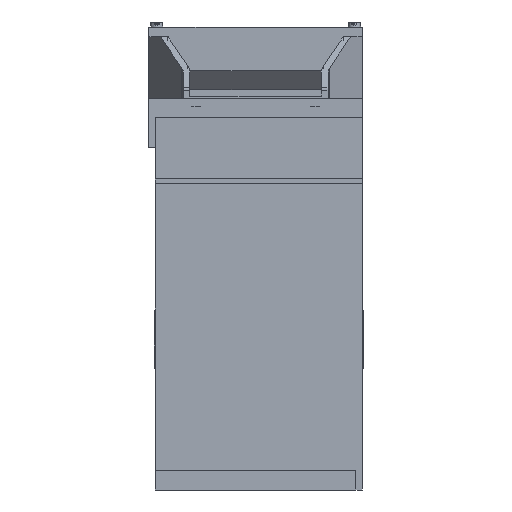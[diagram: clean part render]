
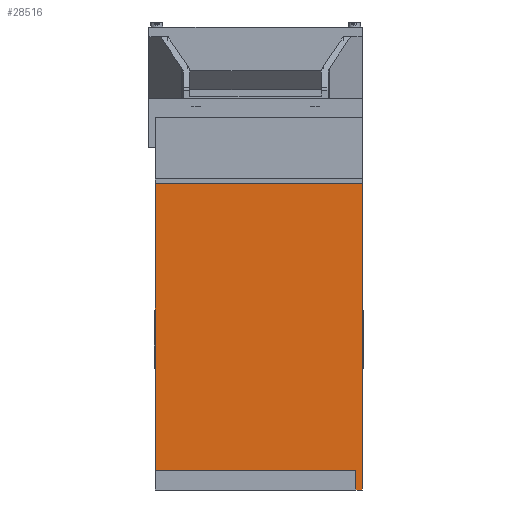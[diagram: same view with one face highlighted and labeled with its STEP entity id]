
A CAD part, left-side view. The second image highlights one B-rep face of the part: STEP entity #28516.
In plain terms, the highlighted face is planar.
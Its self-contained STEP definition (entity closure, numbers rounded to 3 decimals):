
#685 = DIRECTION ( 'NONE',  ( 0., 0., 1. ) ) ;
#840 = VECTOR ( 'NONE', #32029, 1000. ) ;
#1680 = VECTOR ( 'NONE', #25445, 1000. ) ;
#2225 = EDGE_CURVE ( 'NONE', #37456, #28753, #22135, .T. ) ;
#3620 = EDGE_CURVE ( 'NONE', #8907, #22607, #23403, .T. ) ;
#4131 = VECTOR ( 'NONE', #20154, 1000. ) ;
#6054 = VECTOR ( 'NONE', #31645, 1000. ) ;
#6754 = CARTESIAN_POINT ( 'NONE',  ( 309.092, 6., 2. ) ) ;
#7657 = VECTOR ( 'NONE', #8263, 1000. ) ;
#8263 = DIRECTION ( 'NONE',  ( 0., -1., 0. ) ) ;
#8478 = CARTESIAN_POINT ( 'NONE',  ( 309.092, 0., 0.1 ) ) ;
#8888 = CARTESIAN_POINT ( 'NONE',  ( 309.092, 0., 2. ) ) ;
#8907 = VERTEX_POINT ( 'NONE', #30506 ) ;
#9120 = LINE ( 'NONE', #16406, #1680 ) ;
#10765 = VECTOR ( 'NONE', #685, 1000. ) ;
#10833 = DIRECTION ( 'NONE',  ( 0., 0., 1. ) ) ;
#11079 = ORIENTED_EDGE ( 'NONE', *, *, #14504, .T. ) ;
#11335 = VERTEX_POINT ( 'NONE', #8888 ) ;
#11345 = CARTESIAN_POINT ( 'NONE',  ( 309.092, 0., 63. ) ) ;
#14493 = LINE ( 'NONE', #21772, #10765 ) ;
#14504 = EDGE_CURVE ( 'NONE', #8907, #18437, #9120, .T. ) ;
#15176 = ORIENTED_EDGE ( 'NONE', *, *, #28551, .F. ) ;
#15240 = CARTESIAN_POINT ( 'NONE',  ( 309.092, 6., 63. ) ) ;
#16199 = LINE ( 'NONE', #26095, #6054 ) ;
#16235 = FACE_OUTER_BOUND ( 'NONE', #36686, .T. ) ;
#16406 = CARTESIAN_POINT ( 'NONE',  ( 309.092, 93.015, 65. ) ) ;
#17276 = ORIENTED_EDGE ( 'NONE', *, *, #24264, .F. ) ;
#18437 = VERTEX_POINT ( 'NONE', #36526 ) ;
#19654 = DIRECTION ( 'NONE',  ( -1., 0., 0. ) ) ;
#20154 = DIRECTION ( 'NONE',  ( 0., 0., 1. ) ) ;
#20949 = ORIENTED_EDGE ( 'NONE', *, *, #2225, .F. ) ;
#21772 = CARTESIAN_POINT ( 'NONE',  ( 309.092, 0., 65. ) ) ;
#22135 = LINE ( 'NONE', #31918, #4131 ) ;
#22213 = ORIENTED_EDGE ( 'NONE', *, *, #34834, .F. ) ;
#22607 = VERTEX_POINT ( 'NONE', #8478 ) ;
#23170 = ORIENTED_EDGE ( 'NONE', *, *, #3620, .F. ) ;
#23403 = LINE ( 'NONE', #34131, #7657 ) ;
#24264 = EDGE_CURVE ( 'NONE', #28753, #18437, #24463, .T. ) ;
#24463 = LINE ( 'NONE', #11345, #840 ) ;
#25445 = DIRECTION ( 'NONE',  ( 0., 0., 1. ) ) ;
#26095 = CARTESIAN_POINT ( 'NONE',  ( 309.092, 93.015, 2. ) ) ;
#28516 = ADVANCED_FACE ( 'NONE', ( #16235 ), #34240, .F. ) ;
#28551 = EDGE_CURVE ( 'NONE', #11335, #37456, #16199, .T. ) ;
#28753 = VERTEX_POINT ( 'NONE', #15240 ) ;
#30506 = CARTESIAN_POINT ( 'NONE',  ( 309.092, 93.015, 0.1 ) ) ;
#31645 = DIRECTION ( 'NONE',  ( 0., 1., 0. ) ) ;
#31918 = CARTESIAN_POINT ( 'NONE',  ( 309.092, 6., 65. ) ) ;
#32029 = DIRECTION ( 'NONE',  ( 0., 1., 0. ) ) ;
#34131 = CARTESIAN_POINT ( 'NONE',  ( 309.092, 93.015, 0.1 ) ) ;
#34240 = PLANE ( 'NONE',  #37019 ) ;
#34834 = EDGE_CURVE ( 'NONE', #22607, #11335, #14493, .T. ) ;
#36526 = CARTESIAN_POINT ( 'NONE',  ( 309.092, 93.015, 63. ) ) ;
#36686 = EDGE_LOOP ( 'NONE', ( #17276, #20949, #15176, #22213, #23170, #11079 ) ) ;
#37019 = AXIS2_PLACEMENT_3D ( 'NONE', #37340, #19654, #10833 ) ;
#37340 = CARTESIAN_POINT ( 'NONE',  ( 309.092, 93.015, 65. ) ) ;
#37456 = VERTEX_POINT ( 'NONE', #6754 ) ;
